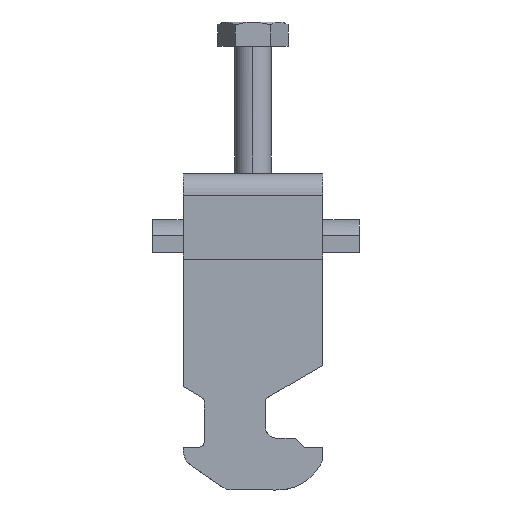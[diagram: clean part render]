
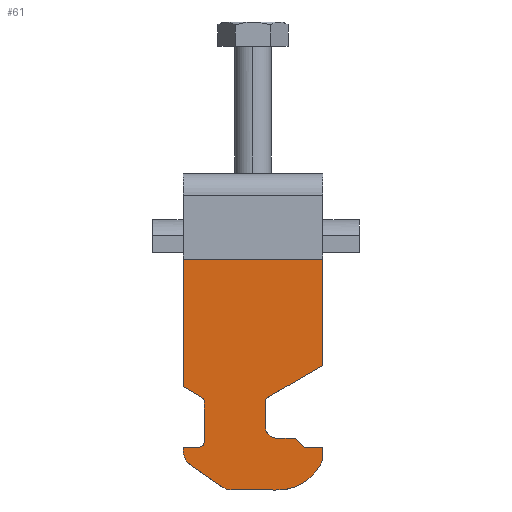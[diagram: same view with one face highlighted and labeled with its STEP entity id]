
A CAD part, left-side view. The second image highlights one B-rep face of the part: STEP entity #61.
In plain terms, the highlighted planar face has unit normal (-1, 0, 0).
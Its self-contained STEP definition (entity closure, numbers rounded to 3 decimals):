
#61=ADVANCED_FACE('',(#123),#916,.T.);
#123=FACE_OUTER_BOUND('',#185,.T.);
#185=EDGE_LOOP('',(#391,#392,#393,#394,#395,#396,#397,#398,#399));
#391=ORIENTED_EDGE('',*,*,#563,.T.);
#392=ORIENTED_EDGE('',*,*,#572,.F.);
#393=ORIENTED_EDGE('',*,*,#585,.F.);
#394=ORIENTED_EDGE('',*,*,#583,.F.);
#395=ORIENTED_EDGE('',*,*,#570,.F.);
#396=ORIENTED_EDGE('',*,*,#571,.F.);
#397=ORIENTED_EDGE('',*,*,#578,.F.);
#398=ORIENTED_EDGE('',*,*,#575,.T.);
#399=ORIENTED_EDGE('',*,*,#573,.F.);
#563=EDGE_CURVE('',#830,#831,#737,.T.);
#570=EDGE_CURVE('',#839,#838,#744,.T.);
#571=EDGE_CURVE('',#840,#839,#745,.T.);
#572=EDGE_CURVE('',#815,#831,#746,.T.);
#573=EDGE_CURVE('',#830,#818,#747,.T.);
#575=EDGE_CURVE('',#841,#818,#667,.T.);
#578=EDGE_CURVE('',#841,#840,#749,.T.);
#583=EDGE_CURVE('',#838,#837,#671,.T.);
#585=EDGE_CURVE('',#837,#815,#673,.T.);
#667=(
BOUNDED_CURVE()
B_SPLINE_CURVE(2,(#1945,#1946,#1947,#1948,#1949,#1950,#1951,#1952,#1953,
#1954,#1955),.UNSPECIFIED.,.F.,.F.)
B_SPLINE_CURVE_WITH_KNOTS((3,2,2,2,2,3),(-21.504,-18.504,
-15.362,-11.44,-10.392,0.),.UNSPECIFIED.)
CURVE()
GEOMETRIC_REPRESENTATION_ITEM()
RATIONAL_B_SPLINE_CURVE((1.,1.073,1.152,0.814,
1.152,1.152,1.152,0.929,1.,
1.,1.))
REPRESENTATION_ITEM('')
);
#671=(
BOUNDED_CURVE()
B_SPLINE_CURVE(2,(#1979,#1980,#1981,#1982,#1983,#1984,#1985,#1986,#1987,
#1988,#1989,#1990,#1991),.UNSPECIFIED.,.F.,.F.)
B_SPLINE_CURVE_WITH_KNOTS((3,2,2,2,2,2,3),(-27.91,-18.419,
-10.922,-9.089,-2.88,0.,
0.438),.UNSPECIFIED.)
CURVE()
GEOMETRIC_REPRESENTATION_ITEM()
RATIONAL_B_SPLINE_CURVE((1.,0.769,0.86,0.86,
0.86,0.82,0.86,0.86,
0.86,0.823,1.,1.,1.))
REPRESENTATION_ITEM('')
);
#673=(
BOUNDED_CURVE()
B_SPLINE_CURVE(2,(#2005,#2006,#2007,#2008,#2009,#2010,#2011,#2012,#2013,
#2014,#2015),.UNSPECIFIED.,.F.,.F.)
B_SPLINE_CURVE_WITH_KNOTS((3,2,2,2,2,3),(0.,2.5,4.071,10.493,
11.541,15.005),.UNSPECIFIED.)
CURVE()
GEOMETRIC_REPRESENTATION_ITEM()
RATIONAL_B_SPLINE_CURVE((1.,1.,1.,0.707,1.,1.,1.,0.866,
1.,1.,1.))
REPRESENTATION_ITEM('')
);
#737=B_SPLINE_CURVE_WITH_KNOTS('',1,(#1921,#1922),.UNSPECIFIED.,.F.,.F.,
(2,2),(-40.124,-17.124),.UNSPECIFIED.);
#744=B_SPLINE_CURVE_WITH_KNOTS('',1,(#1935,#1936),.UNSPECIFIED.,.F.,.F.,
(2,2),(0.,2.),.UNSPECIFIED.);
#745=B_SPLINE_CURVE_WITH_KNOTS('',1,(#1937,#1938),.UNSPECIFIED.,.F.,.F.,
(2,2),(0.,3.),.UNSPECIFIED.);
#746=B_SPLINE_CURVE_WITH_KNOTS('',1,(#1939,#1940),.UNSPECIFIED.,.F.,.F.,
(2,2),(-31.751,-21.045),.UNSPECIFIED.);
#747=B_SPLINE_CURVE_WITH_KNOTS('',1,(#1941,#1942),.UNSPECIFIED.,.F.,.F.,
(2,2),(21.553,28.287),.UNSPECIFIED.);
#749=B_SPLINE_CURVE_WITH_KNOTS('',1,(#1969,#1970),.UNSPECIFIED.,.F.,.F.,
(2,2),(0.,2.121),.UNSPECIFIED.);
#815=VERTEX_POINT('',#1832);
#818=VERTEX_POINT('',#1835);
#830=VERTEX_POINT('',#1847);
#831=VERTEX_POINT('',#1848);
#837=VERTEX_POINT('',#1854);
#838=VERTEX_POINT('',#1855);
#839=VERTEX_POINT('',#1856);
#840=VERTEX_POINT('',#1857);
#841=VERTEX_POINT('',#1858);
#916=PLANE('',#992);
#992=AXIS2_PLACEMENT_3D('',#1636,#1033,$);
#1033=DIRECTION('',(-1.,0.,0.));
#1636=CARTESIAN_POINT('',(-8.,29.,-42.5));
#1832=CARTESIAN_POINT('',(-8.,29.,-25.479));
#1835=CARTESIAN_POINT('',(-8.,6.,-22.015));
#1847=CARTESIAN_POINT('',(-8.,6.,-4.5));
#1848=CARTESIAN_POINT('',(-8.,29.,-4.5));
#1854=CARTESIAN_POINT('',(-8.,29.,-35.5));
#1855=CARTESIAN_POINT('',(-8.,6.,-37.5));
#1856=CARTESIAN_POINT('',(-8.,6.,-35.5));
#1857=CARTESIAN_POINT('',(-8.,9.,-35.5));
#1858=CARTESIAN_POINT('',(-8.,10.5,-34.));
#1921=CARTESIAN_POINT('',(-8.,6.,-4.5));
#1922=CARTESIAN_POINT('',(-8.,29.,-4.5));
#1935=CARTESIAN_POINT('',(-8.,6.,-35.5));
#1936=CARTESIAN_POINT('',(-8.,6.,-37.5));
#1937=CARTESIAN_POINT('',(-8.,9.,-35.5));
#1938=CARTESIAN_POINT('',(-8.,6.,-35.5));
#1939=CARTESIAN_POINT('',(-8.,29.,-25.479));
#1940=CARTESIAN_POINT('',(-8.,29.,-4.5));
#1941=CARTESIAN_POINT('',(-8.,6.,-4.5));
#1942=CARTESIAN_POINT('',(-8.,6.,-22.015));
#1945=CARTESIAN_POINT('',(-8.,10.5,-34.));
#1946=CARTESIAN_POINT('',(-8.,12.,-34.));
#1947=CARTESIAN_POINT('',(-8.,13.5,-34.));
#1948=CARTESIAN_POINT('',(-8.,15.5,-34.));
#1949=CARTESIAN_POINT('',(-8.,15.5,-32.));
#1950=CARTESIAN_POINT('',(-8.,15.5,-30.039));
#1951=CARTESIAN_POINT('',(-8.,15.5,-28.077));
#1952=CARTESIAN_POINT('',(-8.,15.5,-27.5));
#1953=CARTESIAN_POINT('',(-8.,15.,-27.211));
#1954=CARTESIAN_POINT('',(-8.,10.5,-24.613));
#1955=CARTESIAN_POINT('',(-8.,6.,-22.015));
#1969=CARTESIAN_POINT('',(-8.,10.5,-34.));
#1970=CARTESIAN_POINT('',(-8.,9.,-35.5));
#1979=CARTESIAN_POINT('',(-8.,6.,-37.5));
#1980=CARTESIAN_POINT('',(-8.,8.023,-42.5));
#1981=CARTESIAN_POINT('',(-8.,13.416,-42.5));
#1982=CARTESIAN_POINT('',(-8.,17.165,-42.5));
#1983=CARTESIAN_POINT('',(-8.,20.913,-42.5));
#1984=CARTESIAN_POINT('',(-8.,21.859,-42.5));
#1985=CARTESIAN_POINT('',(-8.,22.634,-41.957));
#1986=CARTESIAN_POINT('',(-8.,25.177,-40.177));
#1987=CARTESIAN_POINT('',(-8.,27.721,-38.396));
#1988=CARTESIAN_POINT('',(-8.,29.,-37.5));
#1989=CARTESIAN_POINT('',(-8.,29.,-35.938));
#1990=CARTESIAN_POINT('',(-8.,29.,-35.719));
#1991=CARTESIAN_POINT('',(-8.,29.,-35.5));
#2005=CARTESIAN_POINT('',(-8.,29.,-35.5));
#2006=CARTESIAN_POINT('',(-8.,27.75,-35.5));
#2007=CARTESIAN_POINT('',(-8.,26.5,-35.5));
#2008=CARTESIAN_POINT('',(-8.,25.5,-35.5));
#2009=CARTESIAN_POINT('',(-8.,25.5,-34.5));
#2010=CARTESIAN_POINT('',(-8.,25.5,-31.289));
#2011=CARTESIAN_POINT('',(-8.,25.5,-28.077));
#2012=CARTESIAN_POINT('',(-8.,25.5,-27.5));
#2013=CARTESIAN_POINT('',(-8.,26.,-27.211));
#2014=CARTESIAN_POINT('',(-8.,27.5,-26.345));
#2015=CARTESIAN_POINT('',(-8.,29.,-25.479));
